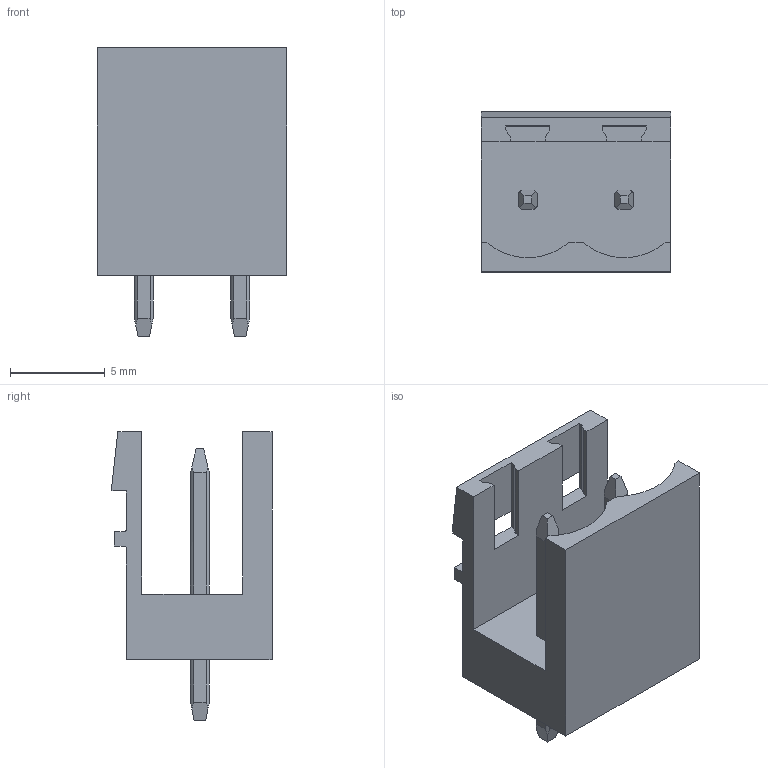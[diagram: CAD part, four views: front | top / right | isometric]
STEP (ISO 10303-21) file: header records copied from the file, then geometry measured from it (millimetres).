
FILE_DESCRIPTION((''),'2;1');
FILE_NAME('WEIDMULLER_1146320000.stp','2012-01-17T17:52:19',(''),(''),'Mechanical Desktop 2011','Mechanical Desktop 2011',', , ');
FILE_SCHEMA(('AUTOMOTIVE_DESIGN { 1 2 10303 214 1 1 1 1 }'));
Length unit declared in the file: millimetre
Products named in the file (1): Product
Bounding box: 9.96 x 8.43 x 15.2 mm (x, y, z)
Volume: 453.1 mm3; surface area: 780.5 mm2
Topology: 5 solids, 5 shells, 95 faces, 263 edges, 174 vertices
Faces by surface type: plane 63, cylinder 20, bspline 12
Entity records: 3077 total; most frequent: CARTESIAN_POINT 569, ORIENTED_EDGE 526, DIRECTION 487, EDGE_CURVE 263, VECTOR 207, LINE 207, VERTEX_POINT 174, AXIS2_PLACEMENT_3D 140
